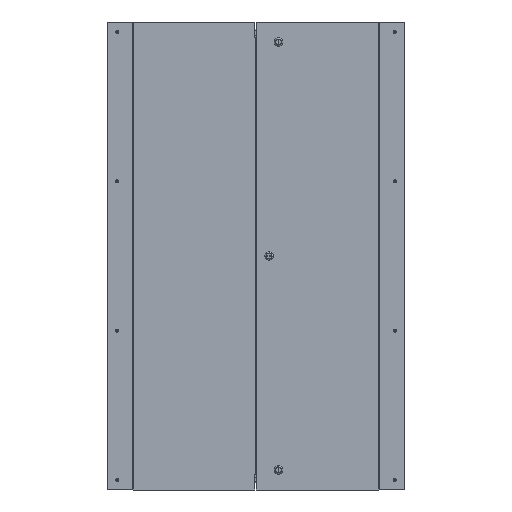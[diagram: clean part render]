
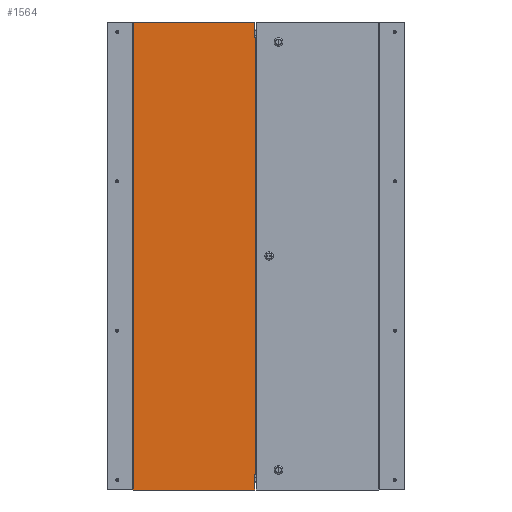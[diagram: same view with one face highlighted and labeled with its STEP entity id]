
A CAD part, front view. The second image highlights one B-rep face of the part: STEP entity #1564.
In plain terms, the highlighted planar face has unit normal (0, -1, 0).
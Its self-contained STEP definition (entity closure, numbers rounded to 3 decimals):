
#1564 = ADVANCED_FACE( '', ( #3240 ), #3241, .T. );
#3240 = FACE_OUTER_BOUND( '', #15001, .T. );
#3241 = PLANE( '', #15002 );
#15001 = EDGE_LOOP( '', ( #35822, #35823, #35824, #35825, #35826, #35827, #35828, #35829 ) );
#15002 = AXIS2_PLACEMENT_3D( '', #35830, #35831, #35832 );
#35822 = ORIENTED_EDGE( '', *, *, #39988, .F. );
#35823 = ORIENTED_EDGE( '', *, *, #39989, .T. );
#35824 = ORIENTED_EDGE( '', *, *, #39850, .F. );
#35825 = ORIENTED_EDGE( '', *, *, #39260, .F. );
#35826 = ORIENTED_EDGE( '', *, *, #39990, .T. );
#35827 = ORIENTED_EDGE( '', *, *, #39991, .T. );
#35828 = ORIENTED_EDGE( '', *, *, #39992, .T. );
#35829 = ORIENTED_EDGE( '', *, *, #39993, .F. );
#35830 = CARTESIAN_POINT( '', ( 0., 0., 0. ) );
#35831 = DIRECTION( '', ( 0., -1., 0. ) );
#35832 = DIRECTION( '', ( 0., 0., -1. ) );
#39260 = EDGE_CURVE( '', #41545, #41547, #41548, .T. );
#39850 = EDGE_CURVE( '', #41547, #42493, #42494, .T. );
#39988 = EDGE_CURVE( '', #42696, #42697, #42698, .T. );
#39989 = EDGE_CURVE( '', #42696, #42493, #42699, .T. );
#39990 = EDGE_CURVE( '', #41545, #42700, #42701, .T. );
#39991 = EDGE_CURVE( '', #42700, #42702, #42703, .T. );
#39992 = EDGE_CURVE( '', #42702, #42704, #42705, .T. );
#39993 = EDGE_CURVE( '', #42697, #42704, #42706, .T. );
#41545 = VERTEX_POINT( '', #45193 );
#41547 = VERTEX_POINT( '', #45196 );
#41548 = LINE( '', #45197, #45198 );
#42493 = VERTEX_POINT( '', #47319 );
#42494 = LINE( '', #47320, #47321 );
#42696 = VERTEX_POINT( '', #47710 );
#42697 = VERTEX_POINT( '', #47711 );
#42698 = LINE( '', #47712, #47713 );
#42699 = LINE( '', #47714, #47715 );
#42700 = VERTEX_POINT( '', #47716 );
#42701 = LINE( '', #47717, #47718 );
#42702 = VERTEX_POINT( '', #47719 );
#42703 = LINE( '', #47720, #47721 );
#42704 = VERTEX_POINT( '', #47722 );
#42705 = LINE( '', #47723, #47724 );
#42706 = LINE( '', #47725, #47726 );
#45193 = CARTESIAN_POINT( '', ( 156.375, 0., 628.65 ) );
#45196 = CARTESIAN_POINT( '', ( 156.375, 0., 587.375 ) );
#45197 = CARTESIAN_POINT( '', ( 156.375, 0., 0. ) );
#45198 = VECTOR( '', #50746, 1000. );
#47319 = CARTESIAN_POINT( '', ( 157.104, 0., 587.375 ) );
#47320 = CARTESIAN_POINT( '', ( 0., 0., 587.375 ) );
#47321 = VECTOR( '', #51353, 1000. );
#47710 = CARTESIAN_POINT( '', ( 157.104, 0., -587.375 ) );
#47711 = CARTESIAN_POINT( '', ( 156.375, 0., -587.375 ) );
#47712 = CARTESIAN_POINT( '', ( 0., 0., -587.375 ) );
#47713 = VECTOR( '', #51500, 1000. );
#47714 = CARTESIAN_POINT( '', ( 157.104, 0., -587.375 ) );
#47715 = VECTOR( '', #51501, 1000. );
#47716 = CARTESIAN_POINT( '', ( -170.65, 0., 628.65 ) );
#47717 = CARTESIAN_POINT( '', ( 170.65, 0., 628.65 ) );
#47718 = VECTOR( '', #51502, 1000. );
#47719 = CARTESIAN_POINT( '', ( -170.65, 0., -628.65 ) );
#47720 = CARTESIAN_POINT( '', ( -170.65, 0., 628.65 ) );
#47721 = VECTOR( '', #51503, 1000. );
#47722 = CARTESIAN_POINT( '', ( 156.375, 0., -628.65 ) );
#47723 = CARTESIAN_POINT( '', ( -170.65, 0., -628.65 ) );
#47724 = VECTOR( '', #51504, 1000. );
#47725 = CARTESIAN_POINT( '', ( 156.375, 0., 0. ) );
#47726 = VECTOR( '', #51505, 1000. );
#50746 = DIRECTION( '', ( 0., 0., -1. ) );
#51353 = DIRECTION( '', ( 1., 0., 0. ) );
#51500 = DIRECTION( '', ( -1., 0., 0. ) );
#51501 = DIRECTION( '', ( 0., 0., 1. ) );
#51502 = DIRECTION( '', ( -1., 0., 0. ) );
#51503 = DIRECTION( '', ( 0., 0., -1. ) );
#51504 = DIRECTION( '', ( 1., 0., 0. ) );
#51505 = DIRECTION( '', ( 0., 0., -1. ) );
